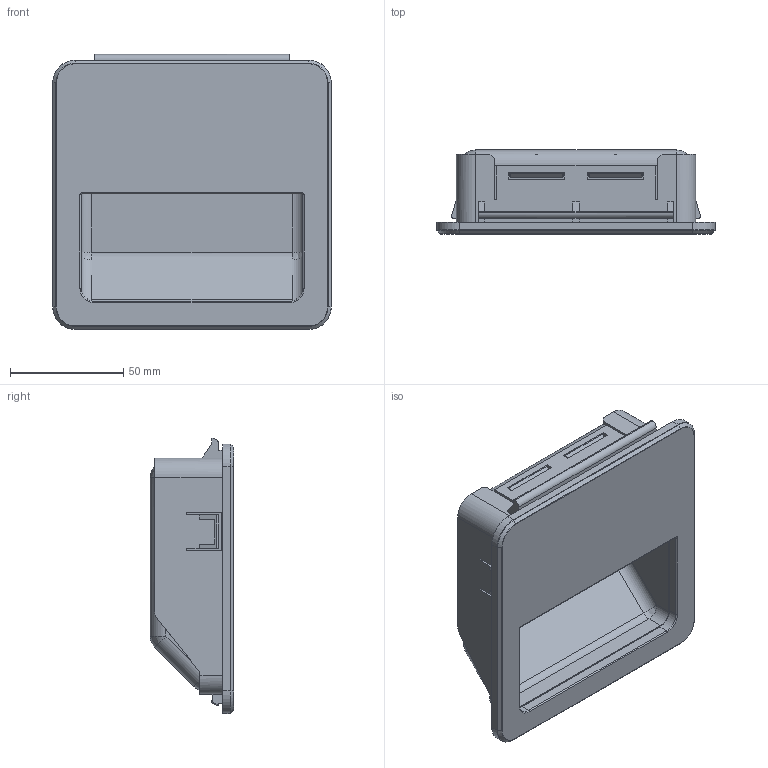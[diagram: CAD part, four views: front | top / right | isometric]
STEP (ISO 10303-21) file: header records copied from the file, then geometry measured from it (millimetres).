
FILE_DESCRIPTION (( 'STEP AP214' ), '1' );
FILE_NAME ('THA_469_A_1_6.STEP', '2019-08-26T07:06:43', ( '' ), ( '' ), 'SwSTEP 2.0', 'SolidWorks 2015', '' );
FILE_SCHEMA (( 'AUTOMOTIVE_DESIGN' ));
Length unit declared in the file: millimetre
Products named in the file (2): 0010; THA_469_A_1_6
Assembly tree (1 placements, depth 2):
  THA_469_A_1_6
    0010
Bounding box: 123 x 37 x 121.5 mm (x, y, z)
Volume: 96427.8 mm3; surface area: 71365 mm2
Topology: 1 solids, 1 shells, 754 faces, 1821 edges, 1104 vertices
Faces by surface type: plane 303, cylinder 222, torus 206, bspline 19, cone 4
Entity records: 38917 total; most frequent: CARTESIAN_POINT 13384, ORIENTED_EDGE 3622, DIRECTION 3523, EDGE_CURVE 1811, AXIS2_PLACEMENT_3D 1309, VERTEX_POINT 1104, LINE 905, VECTOR 905
